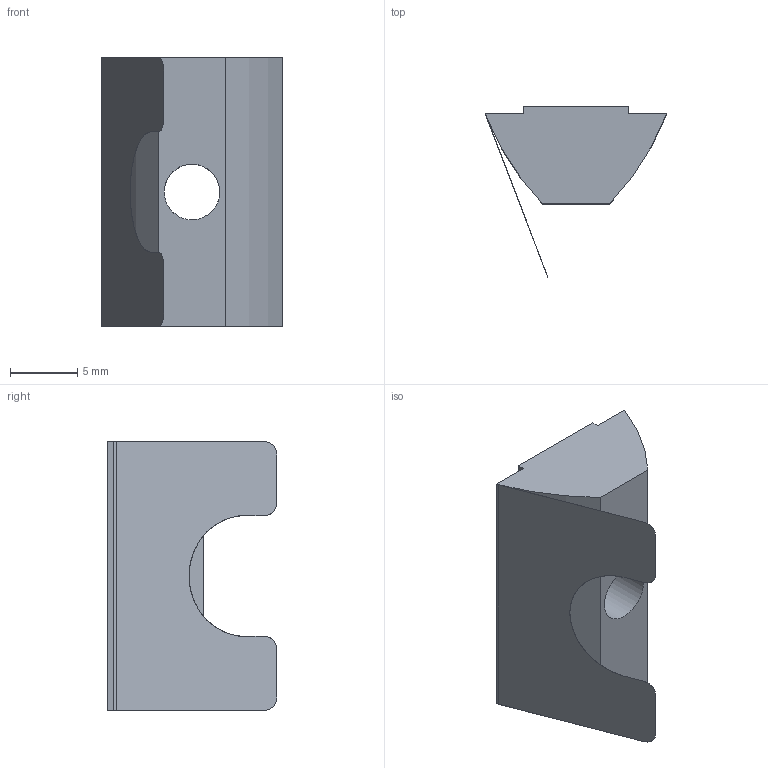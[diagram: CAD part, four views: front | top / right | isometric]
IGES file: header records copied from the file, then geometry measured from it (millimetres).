
Global section: file name: 210452; native system: Autodesk Inventor 2021; preprocessor: unknown; author: aluteckkpl_kk; date: 20220920.131502; units: millimetre
Bounding box: 13.5 x 12.64 x 20 mm (x, y, z)
Volume: 1305.3 mm3; surface area: 1318.1 mm2
Topology: 1 solids, 1 shells, 23 faces, 64 edges, 43 vertices
Faces by surface type: bspline 23
